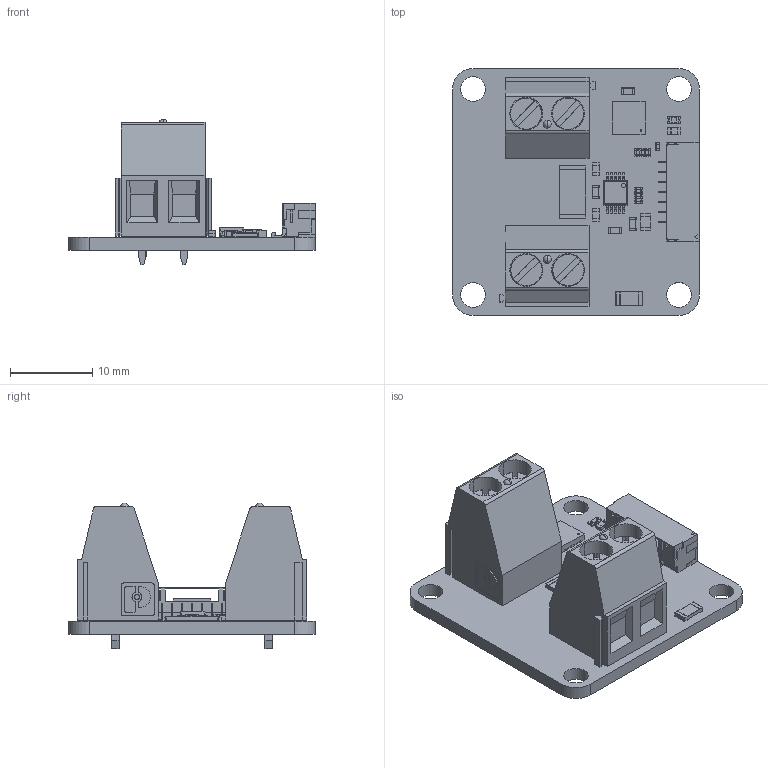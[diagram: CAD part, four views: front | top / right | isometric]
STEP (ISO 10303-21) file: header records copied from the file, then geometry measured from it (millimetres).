
FILE_DESCRIPTION(('FreeCAD Model'),'2;1');
FILE_NAME('voltage-current.step','2018-04-23T09:45:46',('kicad StepUp'),('ksu MCAD'), 'Open CASCADE STEP processor 6.8','FreeCAD','Unknown');
FILE_SCHEMA(('AUTOMOTIVE_DESIGN_CC2 { 1 2 10303 214 -1 1 5 4 }'));
Length unit declared in the file: millimetre
Products named in the file (20): Pcb; Cut_; R_1206_; C_0805_; QFN-24_4x4mm_Pitch0.5mm_; C_0402_; C_0603_; C_0603_001; C_0603_002; C_0603_003; D_0603_blue_; BrickletConn_7pin_; AKL_5_2_508_black001_; AKL_5_2_508_black001_001; R_0603_; R_0603_001; R_2512_; R_0603_002; Cut_001; MSOP-10_
Bounding box: 30 x 30 x 17.7 mm (x, y, z)
Volume: 3677.9 mm3; surface area: 4366.8 mm2
Topology: 21 solids, 21 shells, 1688 faces, 4758 edges, 3104 vertices
Faces by surface type: plane 1372, cylinder 304, sphere 12
Full cylindrical faces by diameter (mm): 1.3 x4, 3 x4
Entity records: 65745 total; most frequent: CARTESIAN_POINT 9555, ORIENTED_EDGE 9500, DIRECTION 8766, EDGE_CURVE 4750, LINE 4104, VECTOR 4104, VERTEX_POINT 3104, AXIS2_PLACEMENT_3D 2331
